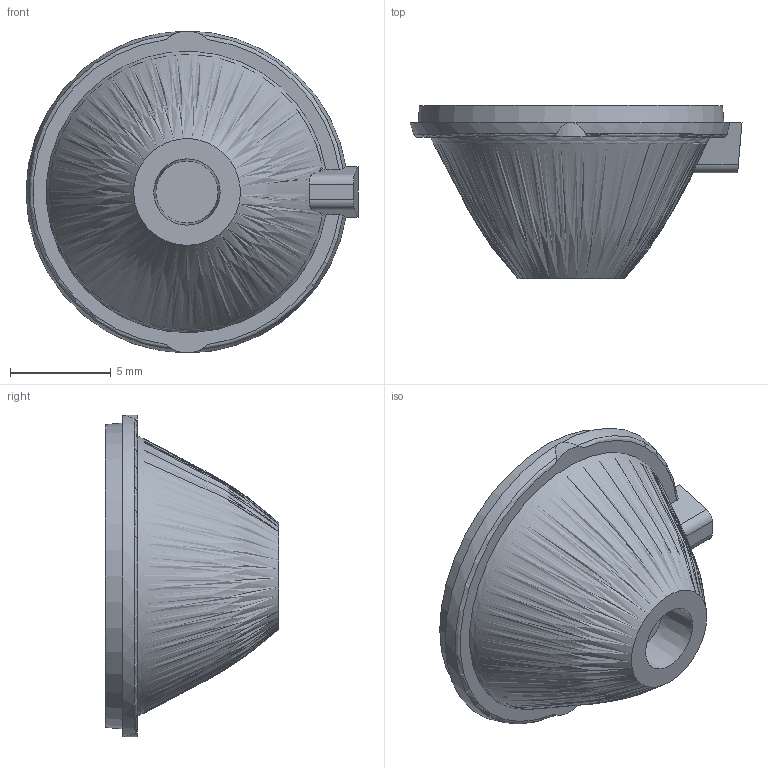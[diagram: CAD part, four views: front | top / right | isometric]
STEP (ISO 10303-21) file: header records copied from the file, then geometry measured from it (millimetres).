
FILE_DESCRIPTION(('STEP AP203'),'1');
FILE_NAME('200724_X74334_3D_LLC12x Mechanical Design_IndA.stp','2020-11-18T15:08:00',(' '),(' '),'Spatial InterOp 3D',' ',' ');
FILE_SCHEMA(('CONFIG_CONTROL_DESIGN'));
Length unit declared in the file: millimetre
Products named in the file (1): 200724_X74334_3D_LLC12x Mechanical Design_IndA
Bounding box: 16.5 x 8.6 x 16 mm (x, y, z)
Volume: 958.2 mm3; surface area: 692.6 mm2
Topology: 1 solids, 1 shells, 24 faces, 56 edges, 37 vertices
Faces by surface type: plane 10, cone 6, cylinder 4, torus 3, revolution 1
Entity records: 870 total; most frequent: CARTESIAN_POINT 294, DIRECTION 105, ORIENTED_EDGE 100, EDGE_CURVE 50, AXIS2_PLACEMENT_3D 46, VERTEX_POINT 35, EDGE_LOOP 31, FACE_OUTER_BOUND 25
